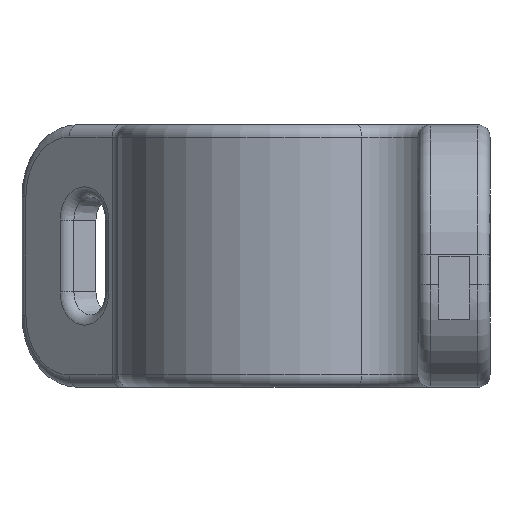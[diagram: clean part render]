
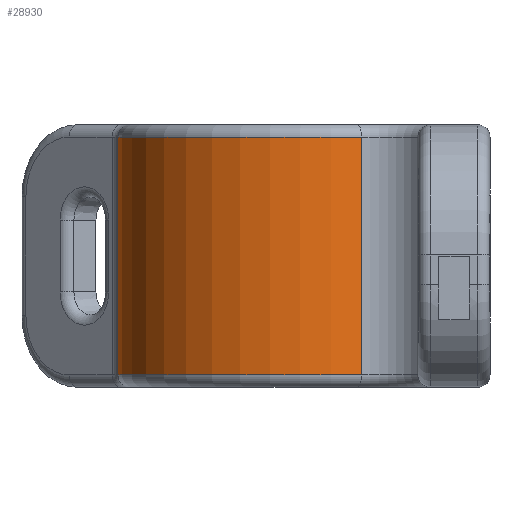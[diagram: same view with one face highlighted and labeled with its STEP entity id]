
A CAD part, left-side view. The second image highlights one B-rep face of the part: STEP entity #28930.
In plain terms, the highlighted cylindrical face has radius 9.1 mm (diameter 18.2 mm), a partial arc.
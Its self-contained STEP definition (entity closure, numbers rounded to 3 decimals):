
#501=CARTESIAN_POINT('',(0.,-0.15,-5.8));
#502=DIRECTION('',(0.,0.,-1.));
#503=DIRECTION('',(-0.952,-0.306,0.));
#504=AXIS2_PLACEMENT_3D('',#501,#502,#503);
#4137=DIRECTION('',(0.,0.,1.));
#4138=VECTOR('',#4137,11.6);
#4139=CARTESIAN_POINT('',(-8.663,-2.935,-5.8));
#4140=LINE('',#4139,#4138);
#4141=DIRECTION('',(0.,0.,1.));
#4142=VECTOR('',#4141,11.6);
#4143=CARTESIAN_POINT('',(0.998,8.895,-5.8));
#4144=LINE('',#4143,#4142);
#4276=CARTESIAN_POINT('',(0.,-0.15,5.8));
#4277=DIRECTION('',(0.,0.,1.));
#4278=DIRECTION('',(0.11,0.994,0.));
#4279=AXIS2_PLACEMENT_3D('',#4276,#4277,#4278);
#20441=CARTESIAN_POINT('',(-8.663,-2.935,-5.8));
#20442=CARTESIAN_POINT('',(-8.663,-2.935,5.8));
#20443=VERTEX_POINT('',#20441);
#20444=VERTEX_POINT('',#20442);
#20445=CARTESIAN_POINT('',(0.998,8.895,-5.8));
#20446=CARTESIAN_POINT('',(0.998,8.895,5.8));
#20447=VERTEX_POINT('',#20445);
#20448=VERTEX_POINT('',#20446);
#28917=CARTESIAN_POINT('',(0.,-0.15,-6.4));
#28918=DIRECTION('',(0.,0.,1.));
#28919=DIRECTION('',(1.,0.,0.));
#28920=AXIS2_PLACEMENT_3D('',#28917,#28918,#28919);
#28921=CYLINDRICAL_SURFACE('',#28920,9.1);
#28922=ORIENTED_EDGE('',*,*,#28909,.F.);
#28923=ORIENTED_EDGE('',*,*,#25880,.T.);
#28925=ORIENTED_EDGE('',*,*,#28924,.T.);
#28927=ORIENTED_EDGE('',*,*,#28926,.T.);
#28928=EDGE_LOOP('',(#28922,#28923,#28925,#28927));
#28929=FACE_OUTER_BOUND('',#28928,.F.);
#28930=ADVANCED_FACE('',(#28929),#28921,.T.);
#505=CIRCLE('',#504,9.1);
#4280=CIRCLE('',#4279,9.1);
#25880=EDGE_CURVE('',#20443,#20447,#505,.T.);
#28909=EDGE_CURVE('',#20443,#20444,#4140,.T.);
#28924=EDGE_CURVE('',#20447,#20448,#4144,.T.);
#28926=EDGE_CURVE('',#20448,#20444,#4280,.T.);
